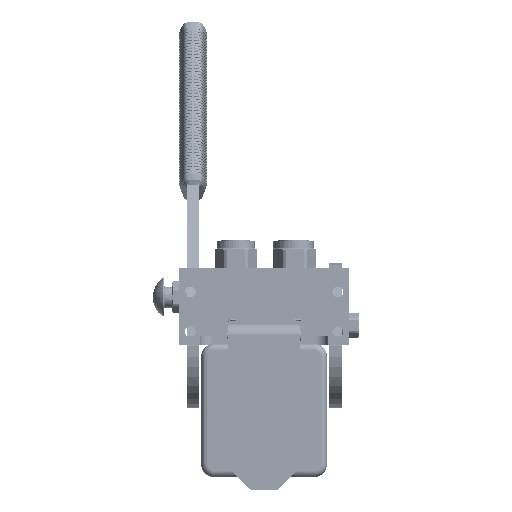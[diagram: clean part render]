
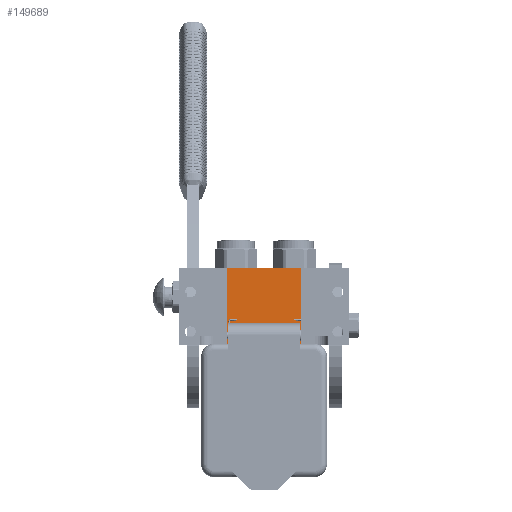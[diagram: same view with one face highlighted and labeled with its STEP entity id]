
A CAD part, left-side view. The second image highlights one B-rep face of the part: STEP entity #149689.
In plain terms, the highlighted face is planar.
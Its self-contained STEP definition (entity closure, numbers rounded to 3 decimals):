
#459 = EDGE_LOOP ( 'NONE', ( #171197, #29980, #173083, #132659 ) ) ;
#1382 = CARTESIAN_POINT ( 'NONE',  ( 29., 0., -107.5 ) ) ;
#18096 = AXIS2_PLACEMENT_3D ( 'NONE', #1382, #138413, #137830 ) ;
#26010 = VECTOR ( 'NONE', #76290, 1000. ) ;
#27587 = CARTESIAN_POINT ( 'NONE',  ( 29., 60.2, -107.5 ) ) ;
#29980 = ORIENTED_EDGE ( 'NONE', *, *, #31702, .F. ) ;
#31171 = LINE ( 'NONE', #119598, #73749 ) ;
#31702 = EDGE_CURVE ( 'NONE', #81474, #103040, #106055, .T. ) ;
#32250 = DIRECTION ( 'NONE',  ( 0., 1., 0. ) ) ;
#33886 = VECTOR ( 'NONE', #130869, 1000. ) ;
#34751 = CARTESIAN_POINT ( 'NONE',  ( 29., 0., -107.5 ) ) ;
#47128 = CARTESIAN_POINT ( 'NONE',  ( -29., 0., -107.5 ) ) ;
#62277 = EDGE_CURVE ( 'NONE', #83465, #74761, #31171, .T. ) ;
#73749 = VECTOR ( 'NONE', #94113, 1000. ) ;
#74761 = VERTEX_POINT ( 'NONE', #122042 ) ;
#76290 = DIRECTION ( 'NONE',  ( 0., 1., 0. ) ) ;
#81474 = VERTEX_POINT ( 'NONE', #27587 ) ;
#83465 = VERTEX_POINT ( 'NONE', #156887 ) ;
#94113 = DIRECTION ( 'NONE',  ( -1., 0., 0. ) ) ;
#103040 = VERTEX_POINT ( 'NONE', #147435 ) ;
#106055 = LINE ( 'NONE', #149270, #33886 ) ;
#117285 = LINE ( 'NONE', #47128, #166240 ) ;
#119598 = CARTESIAN_POINT ( 'NONE',  ( 29., 0., -107.5 ) ) ;
#122042 = CARTESIAN_POINT ( 'NONE',  ( -29., 0., -107.5 ) ) ;
#130869 = DIRECTION ( 'NONE',  ( -1., 0., 0. ) ) ;
#132659 = ORIENTED_EDGE ( 'NONE', *, *, #62277, .T. ) ;
#136652 = PLANE ( 'NONE',  #18096 ) ;
#137830 = DIRECTION ( 'NONE',  ( -1., 0., 0. ) ) ;
#138413 = DIRECTION ( 'NONE',  ( 0., 0., -1. ) ) ;
#141003 = EDGE_CURVE ( 'NONE', #83465, #81474, #157703, .T. ) ;
#146282 = FACE_OUTER_BOUND ( 'NONE', #459, .T. ) ;
#146438 = EDGE_CURVE ( 'NONE', #74761, #103040, #117285, .T. ) ;
#147435 = CARTESIAN_POINT ( 'NONE',  ( -29., 60.2, -107.5 ) ) ;
#149270 = CARTESIAN_POINT ( 'NONE',  ( 29., 60.2, -107.5 ) ) ;
#149689 = ADVANCED_FACE ( 'NONE', ( #146282 ), #136652, .T. ) ;
#156887 = CARTESIAN_POINT ( 'NONE',  ( 29., 0., -107.5 ) ) ;
#157703 = LINE ( 'NONE', #34751, #26010 ) ;
#166240 = VECTOR ( 'NONE', #32250, 1000. ) ;
#171197 = ORIENTED_EDGE ( 'NONE', *, *, #146438, .T. ) ;
#173083 = ORIENTED_EDGE ( 'NONE', *, *, #141003, .F. ) ;
